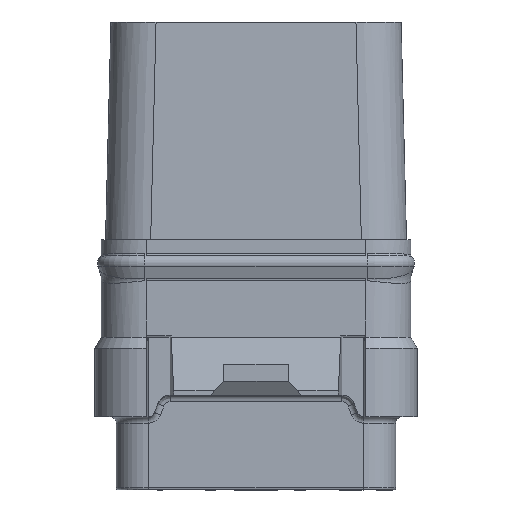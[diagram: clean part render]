
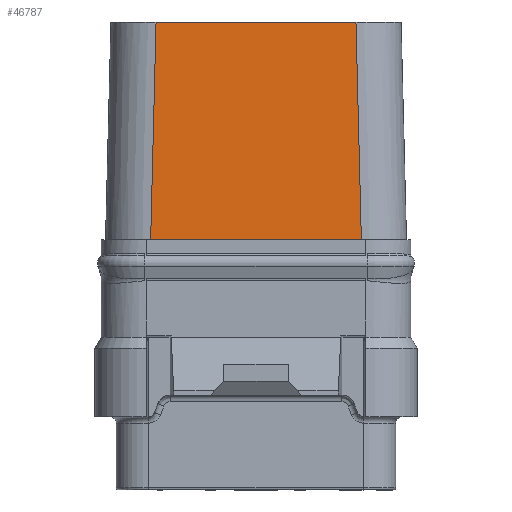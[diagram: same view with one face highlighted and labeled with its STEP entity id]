
A CAD part, front view. The second image highlights one B-rep face of the part: STEP entity #46787.
In plain terms, the highlighted planar face has unit normal (0, -1, 0.025).
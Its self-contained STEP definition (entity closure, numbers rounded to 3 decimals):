
#23=DIRECTION('',(1.,0.,0.));
#24=VECTOR('',#23,9.8);
#25=CARTESIAN_POINT('',(-4.9,-6.,0.));
#26=LINE('',#25,#24);
#4253=DIRECTION('',(1.,0.,0.));
#4254=VECTOR('',#4253,9.3);
#4255=CARTESIAN_POINT('',(-4.65,-5.75,10.12));
#4256=LINE('',#4255,#4254);
#6545=DIRECTION('',(-0.025,0.025,0.999));
#6546=VECTOR('',#6545,10.126);
#6547=CARTESIAN_POINT('',(4.9,-6.,0.));
#6548=LINE('',#6547,#6546);
#6549=DIRECTION('',(0.025,0.025,0.999));
#6550=VECTOR('',#6549,10.126);
#6551=CARTESIAN_POINT('',(-4.9,-6.,0.));
#6552=LINE('',#6551,#6550);
#33209=CARTESIAN_POINT('',(-4.65,-5.75,10.12));
#33210=VERTEX_POINT('',#33209);
#33211=CARTESIAN_POINT('',(4.65,-5.75,10.12));
#33212=VERTEX_POINT('',#33211);
#33225=CARTESIAN_POINT('',(-4.9,-6.,0.));
#33226=VERTEX_POINT('',#33225);
#33227=CARTESIAN_POINT('',(4.9,-6.,0.));
#33228=VERTEX_POINT('',#33227);
#46775=CARTESIAN_POINT('',(0.,-5.875,5.06));
#46776=DIRECTION('',(0.,-1.,0.025));
#46777=DIRECTION('',(1.,0.,0.));
#46778=AXIS2_PLACEMENT_3D('',#46775,#46776,#46777);
#46779=PLANE('',#46778);
#46780=ORIENTED_EDGE('',*,*,#40225,.F.);
#46782=ORIENTED_EDGE('',*,*,#46781,.T.);
#46783=ORIENTED_EDGE('',*,*,#45501,.T.);
#46784=ORIENTED_EDGE('',*,*,#46768,.F.);
#46785=EDGE_LOOP('',(#46780,#46782,#46783,#46784));
#46786=FACE_OUTER_BOUND('',#46785,.F.);
#46787=ADVANCED_FACE('',(#46786),#46779,.T.);
#40225=EDGE_CURVE('',#33226,#33228,#26,.T.);
#45501=EDGE_CURVE('',#33210,#33212,#4256,.T.);
#46768=EDGE_CURVE('',#33228,#33212,#6548,.T.);
#46781=EDGE_CURVE('',#33226,#33210,#6552,.T.);
